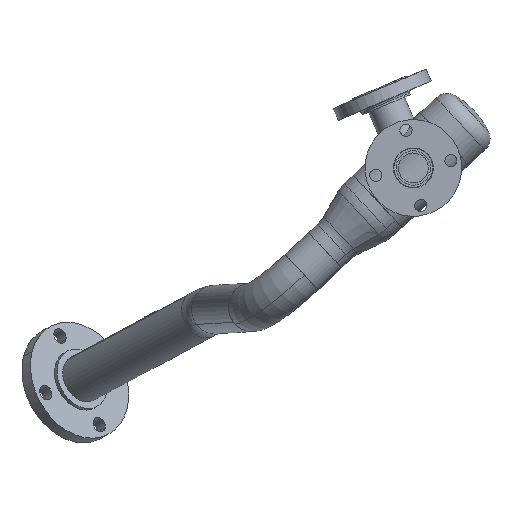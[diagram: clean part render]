
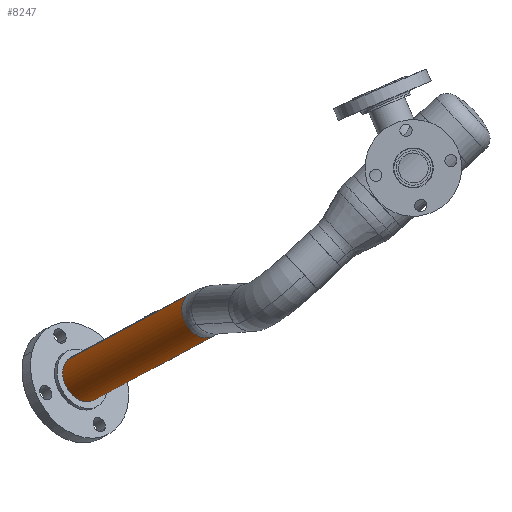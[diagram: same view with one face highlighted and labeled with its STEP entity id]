
A CAD part, front view. The second image highlights one B-rep face of the part: STEP entity #8247.
In plain terms, the highlighted cylindrical face has radius 30.15 mm (diameter 60.3 mm), a partial arc.
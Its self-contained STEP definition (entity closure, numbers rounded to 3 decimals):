
#16 = CARTESIAN_POINT ( 'NONE',  ( 466.315, 102.709, 30.15 ) ) ;
#442 = ORIENTED_EDGE ( 'NONE', *, *, #7557, .T. ) ;
#503 = DIRECTION ( 'NONE',  ( 0., 0., -1. ) ) ;
#787 = VECTOR ( 'NONE', #2143, 1000. ) ;
#1048 = CARTESIAN_POINT ( 'NONE',  ( 466.315, 102.709, 30.15 ) ) ;
#1420 = EDGE_CURVE ( 'NONE', #5959, #9955, #10074, .T. ) ;
#1554 = ORIENTED_EDGE ( 'NONE', *, *, #1420, .F. ) ;
#1889 = CIRCLE ( 'NONE', #9717, 30.15 ) ;
#2143 = DIRECTION ( 'NONE',  ( -1., 0., 0. ) ) ;
#3041 = FACE_OUTER_BOUND ( 'NONE', #5515, .T. ) ;
#3191 = LINE ( 'NONE', #11816, #787 ) ;
#5212 = DIRECTION ( 'NONE',  ( 0., 0., 1. ) ) ;
#5515 = EDGE_LOOP ( 'NONE', ( #8613, #1554, #12895, #442 ) ) ;
#5742 = CARTESIAN_POINT ( 'NONE',  ( 466.315, 102.709, 0. ) ) ;
#5959 = VERTEX_POINT ( 'NONE', #1048 ) ;
#6121 = CYLINDRICAL_SURFACE ( 'NONE', #9729, 30.15 ) ;
#6314 = LINE ( 'NONE', #16, #10641 ) ;
#6762 = CARTESIAN_POINT ( 'NONE',  ( 466.315, 102.709, -30.15 ) ) ;
#7173 = CARTESIAN_POINT ( 'NONE',  ( 198.315, 102.709, 0. ) ) ;
#7552 = VERTEX_POINT ( 'NONE', #10327 ) ;
#7557 = EDGE_CURVE ( 'NONE', #7552, #11060, #1889, .T. ) ;
#8247 = ADVANCED_FACE ( 'NONE', ( #3041 ), #6121, .T. ) ;
#8293 = DIRECTION ( 'NONE',  ( 0., 0., -1. ) ) ;
#8613 = ORIENTED_EDGE ( 'NONE', *, *, #11839, .F. ) ;
#8901 = DIRECTION ( 'NONE',  ( 1., 0., 0. ) ) ;
#9717 = AXIS2_PLACEMENT_3D ( 'NONE', #7173, #10260, #8293 ) ;
#9729 = AXIS2_PLACEMENT_3D ( 'NONE', #10390, #12579, #5212 ) ;
#9955 = VERTEX_POINT ( 'NONE', #6762 ) ;
#10074 = CIRCLE ( 'NONE', #12323, 30.15 ) ;
#10260 = DIRECTION ( 'NONE',  ( 1., 0., 0. ) ) ;
#10327 = CARTESIAN_POINT ( 'NONE',  ( 198.315, 102.709, 30.15 ) ) ;
#10390 = CARTESIAN_POINT ( 'NONE',  ( 466.315, 102.709, 0. ) ) ;
#10641 = VECTOR ( 'NONE', #13679, 1000. ) ;
#11060 = VERTEX_POINT ( 'NONE', #12961 ) ;
#11816 = CARTESIAN_POINT ( 'NONE',  ( 466.315, 102.709, -30.15 ) ) ;
#11839 = EDGE_CURVE ( 'NONE', #9955, #11060, #3191, .T. ) ;
#12323 = AXIS2_PLACEMENT_3D ( 'NONE', #5742, #8901, #503 ) ;
#12579 = DIRECTION ( 'NONE',  ( -1., 0., 0. ) ) ;
#12895 = ORIENTED_EDGE ( 'NONE', *, *, #13088, .T. ) ;
#12961 = CARTESIAN_POINT ( 'NONE',  ( 198.315, 102.709, -30.15 ) ) ;
#13088 = EDGE_CURVE ( 'NONE', #5959, #7552, #6314, .T. ) ;
#13679 = DIRECTION ( 'NONE',  ( -1., 0., 0. ) ) ;
